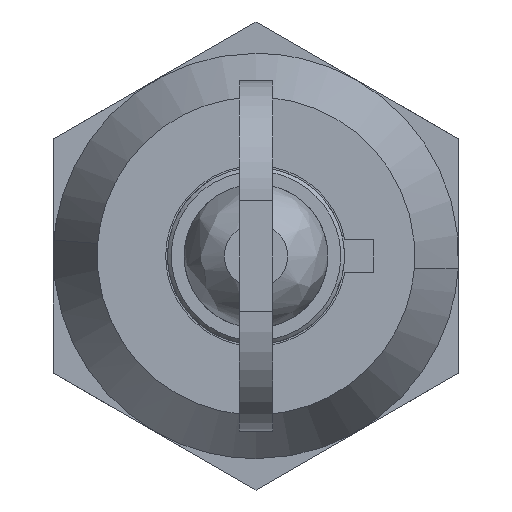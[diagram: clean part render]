
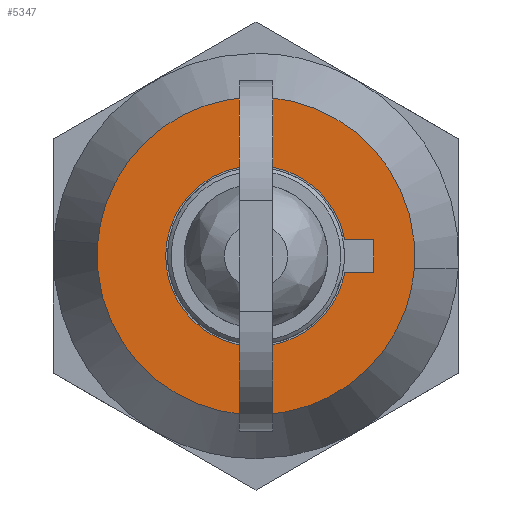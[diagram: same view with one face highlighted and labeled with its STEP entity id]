
A CAD part, front view. The second image highlights one B-rep face of the part: STEP entity #5347.
In plain terms, the highlighted free-form (B-spline) face has degree [1, 1] with [2, 2] control points.
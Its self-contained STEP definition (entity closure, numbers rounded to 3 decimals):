
#3260=CARTESIAN_POINT('',(0.,8.595,0.676));
#3261=VERTEX_POINT('',#3260);
#3267=CARTESIAN_POINT('',(0.,0.0,8.622));
#3268=VERTEX_POINT('',#3267);
#3269=CARTESIAN_POINT('',(0.,0.0,8.622));
#3270=CARTESIAN_POINT('',(0.,7.97,8.622));
#3271=CARTESIAN_POINT('',(0.,8.595,0.676));
#3279=(BOUNDED_CURVE()B_SPLINE_CURVE(2,(#3269,#3270,#3271),.UNSPECIFIED.,.F.,.U.)B_SPLINE_CURVE_WITH_KNOTS((3,3),(0.0,0.236),.UNSPECIFIED.)CURVE()GEOMETRIC_REPRESENTATION_ITEM()RATIONAL_B_SPLINE_CURVE((1.0,0.723,0.97))REPRESENTATION_ITEM(''));
#3280=EDGE_CURVE('',#3268,#3261,#3279,.T.);
#3282=CARTESIAN_POINT('',(0.,-8.595,-0.676));
#3283=VERTEX_POINT('',#3282);
#3284=CARTESIAN_POINT('',(0.,-8.595,-0.676));
#3285=CARTESIAN_POINT('',(0.,-8.622,-0.339));
#3286=CARTESIAN_POINT('',(0.,-8.622,0.0));
#3287=CARTESIAN_POINT('',(0.,-8.622,8.622));
#3288=CARTESIAN_POINT('',(0.,0.0,8.622));
#3296=(BOUNDED_CURVE()B_SPLINE_CURVE(2,(#3284,#3285,#3286,#3287,#3288),.UNSPECIFIED.,.F.,.U.)B_SPLINE_CURVE_WITH_KNOTS((3,2,3),(0.736,0.75,1.0),.UNSPECIFIED.)CURVE()GEOMETRIC_REPRESENTATION_ITEM()RATIONAL_B_SPLINE_CURVE((0.97,0.984,1.0,0.707,1.0))REPRESENTATION_ITEM(''));
#3297=EDGE_CURVE('',#3283,#3268,#3296,.T.);
#3334=CARTESIAN_POINT('',(0.,0.0,-8.622));
#3335=VERTEX_POINT('',#3334);
#3336=CARTESIAN_POINT('',(0.,0.0,-8.622));
#3337=CARTESIAN_POINT('',(0.,-7.97,-8.622));
#3338=CARTESIAN_POINT('',(0.,-8.595,-0.676));
#3346=(BOUNDED_CURVE()B_SPLINE_CURVE(2,(#3336,#3337,#3338),.UNSPECIFIED.,.F.,.U.)B_SPLINE_CURVE_WITH_KNOTS((3,3),(0.5,0.736),.UNSPECIFIED.)CURVE()GEOMETRIC_REPRESENTATION_ITEM()RATIONAL_B_SPLINE_CURVE((1.0,0.723,0.97))REPRESENTATION_ITEM(''));
#3347=EDGE_CURVE('',#3335,#3283,#3346,.T.);
#3349=CARTESIAN_POINT('',(0.,8.595,0.676));
#3350=CARTESIAN_POINT('',(0.,8.622,0.339));
#3351=CARTESIAN_POINT('',(0.,8.622,0.0));
#3352=CARTESIAN_POINT('',(0.,8.622,-8.622));
#3353=CARTESIAN_POINT('',(0.,0.0,-8.622));
#3361=(BOUNDED_CURVE()B_SPLINE_CURVE(2,(#3349,#3350,#3351,#3352,#3353),.UNSPECIFIED.,.F.,.U.)B_SPLINE_CURVE_WITH_KNOTS((3,2,3),(0.236,0.25,0.5),.UNSPECIFIED.)CURVE()GEOMETRIC_REPRESENTATION_ITEM()RATIONAL_B_SPLINE_CURVE((0.97,0.984,1.0,0.707,1.0))REPRESENTATION_ITEM(''));
#3362=EDGE_CURVE('',#3261,#3335,#3361,.T.);
#3555=CARTESIAN_POINT('',(0.0,-6.4,-0.875));
#3556=VERTEX_POINT('',#3555);
#3557=CARTESIAN_POINT('',(0.0,-4.821,-0.875));
#3558=VERTEX_POINT('',#3557);
#3559=CARTESIAN_POINT('',(0.0,-6.4,-0.875));
#3560=CARTESIAN_POINT('',(0.0,-4.821,-0.875));
#3561=QUASI_UNIFORM_CURVE('',1,(#3559,#3560),.UNSPECIFIED.,.F.,.U.);
#3562=EDGE_CURVE('',#3556,#3558,#3561,.T.);
#3591=CARTESIAN_POINT('',(0.0,-6.4,0.875));
#3592=VERTEX_POINT('',#3591);
#3593=CARTESIAN_POINT('',(0.0,-6.4,0.875));
#3594=CARTESIAN_POINT('',(0.0,-6.4,-0.875));
#3595=QUASI_UNIFORM_CURVE('',1,(#3593,#3594),.UNSPECIFIED.,.F.,.U.);
#3596=EDGE_CURVE('',#3592,#3556,#3595,.T.);
#3619=CARTESIAN_POINT('',(0.0,-4.821,0.875));
#3620=VERTEX_POINT('',#3619);
#3621=CARTESIAN_POINT('',(0.0,-4.821,0.875));
#3622=CARTESIAN_POINT('',(0.0,-6.4,0.875));
#3623=QUASI_UNIFORM_CURVE('',1,(#3621,#3622),.UNSPECIFIED.,.F.,.U.);
#3624=EDGE_CURVE('',#3620,#3592,#3623,.T.);
#3846=CARTESIAN_POINT('',(0.,0.875,6.4));
#3847=VERTEX_POINT('',#3846);
#3848=CARTESIAN_POINT('',(0.0,0.875,4.821));
#3849=VERTEX_POINT('',#3848);
#3850=CARTESIAN_POINT('',(0.,0.875,6.4));
#3851=CARTESIAN_POINT('',(0.0,0.875,4.821));
#3852=QUASI_UNIFORM_CURVE('',1,(#3850,#3851),.UNSPECIFIED.,.F.,.U.);
#3853=EDGE_CURVE('',#3847,#3849,#3852,.T.);
#3874=CARTESIAN_POINT('',(0.0,-0.875,6.4));
#3875=VERTEX_POINT('',#3874);
#3876=CARTESIAN_POINT('',(0.0,-0.875,6.4));
#3877=CARTESIAN_POINT('',(0.,0.875,6.4));
#3878=QUASI_UNIFORM_CURVE('',1,(#3876,#3877),.UNSPECIFIED.,.F.,.U.);
#3879=EDGE_CURVE('',#3875,#3847,#3878,.T.);
#3896=CARTESIAN_POINT('',(0.0,-0.875,4.821));
#3897=VERTEX_POINT('',#3896);
#3898=CARTESIAN_POINT('',(0.0,-0.875,4.821));
#3899=CARTESIAN_POINT('',(0.0,-0.875,6.4));
#3900=QUASI_UNIFORM_CURVE('',1,(#3898,#3899),.UNSPECIFIED.,.F.,.U.);
#3901=EDGE_CURVE('',#3897,#3875,#3900,.T.);
#5273=CARTESIAN_POINT('',(0.0,0.875,4.821));
#5274=CARTESIAN_POINT('',(0.0,5.151,4.045));
#5275=CARTESIAN_POINT('',(0.0,4.891,-0.293));
#5276=CARTESIAN_POINT('',(0.0,4.631,-4.631));
#5277=CARTESIAN_POINT('',(0.0,0.293,-4.891));
#5278=CARTESIAN_POINT('',(0.0,-4.045,-5.151));
#5279=CARTESIAN_POINT('',(0.0,-4.821,-0.875));
#5287=(BOUNDED_CURVE()B_SPLINE_CURVE(2,(#5273,#5274,#5275,#5276,#5277,#5278,#5279),.UNSPECIFIED.,.F.,.U.)B_SPLINE_CURVE_WITH_KNOTS((3,2,2,3),(0.0,0.333,0.667,1.0),.UNSPECIFIED.)CURVE()GEOMETRIC_REPRESENTATION_ITEM()RATIONAL_B_SPLINE_CURVE((1.0,0.748,1.0,0.748,1.0,0.748,1.0))REPRESENTATION_ITEM(''));
#5288=EDGE_CURVE('',#3849,#3558,#5287,.T.);
#5308=CARTESIAN_POINT('',(0.0,-4.821,0.875));
#5309=CARTESIAN_POINT('',(0.0,-4.215,4.215));
#5310=CARTESIAN_POINT('',(0.0,-0.875,4.821));
#5318=(BOUNDED_CURVE()B_SPLINE_CURVE(2,(#5308,#5309,#5310),.UNSPECIFIED.,.F.,.U.)CURVE()GEOMETRIC_REPRESENTATION_ITEM()QUASI_UNIFORM_CURVE()RATIONAL_B_SPLINE_CURVE((1.0,0.822,1.0))REPRESENTATION_ITEM(''));
#5319=EDGE_CURVE('',#3620,#3897,#5318,.T.);
#5326=CARTESIAN_POINT('',(0.,-9.48,-9.483));
#5327=CARTESIAN_POINT('',(0.,-9.48,9.483));
#5328=CARTESIAN_POINT('',(0.,9.48,-9.483));
#5329=CARTESIAN_POINT('',(0.,9.48,9.483));
#5330=B_SPLINE_SURFACE_WITH_KNOTS('',1,1,((#5326,#5328),(#5327,#5329)),.UNSPECIFIED.,.F.,.F.,.U.,(2,2),(2,2),(0.0,18.966),(0.0,18.961),.UNSPECIFIED.);
#5331=ORIENTED_EDGE('',*,*,#3280,.T.);
#5332=ORIENTED_EDGE('',*,*,#3362,.T.);
#5333=ORIENTED_EDGE('',*,*,#3347,.T.);
#5334=ORIENTED_EDGE('',*,*,#3297,.T.);
#5335=EDGE_LOOP('',(#5331,#5332,#5333,#5334));
#5336=FACE_OUTER_BOUND('',#5335,.T.);
#5337=ORIENTED_EDGE('',*,*,#5319,.F.);
#5338=ORIENTED_EDGE('',*,*,#3624,.T.);
#5339=ORIENTED_EDGE('',*,*,#3596,.T.);
#5340=ORIENTED_EDGE('',*,*,#3562,.T.);
#5341=ORIENTED_EDGE('',*,*,#5288,.F.);
#5342=ORIENTED_EDGE('',*,*,#3853,.F.);
#5343=ORIENTED_EDGE('',*,*,#3879,.F.);
#5344=ORIENTED_EDGE('',*,*,#3901,.F.);
#5345=EDGE_LOOP('',(#5337,#5338,#5339,#5340,#5341,#5342,#5343,#5344));
#5346=FACE_BOUND('',#5345,.T.);
#5347=ADVANCED_FACE('',(#5336,#5346),#5330,.T.);
